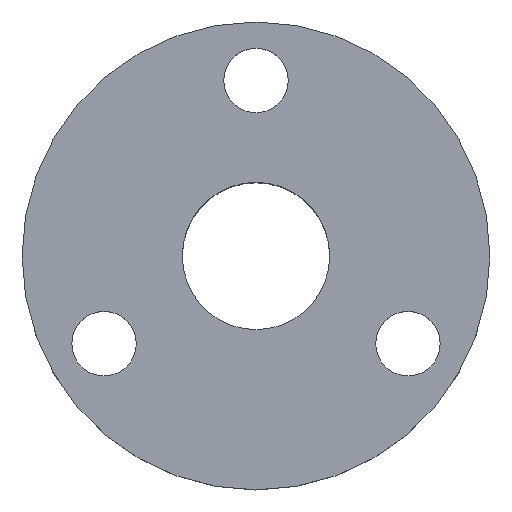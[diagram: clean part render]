
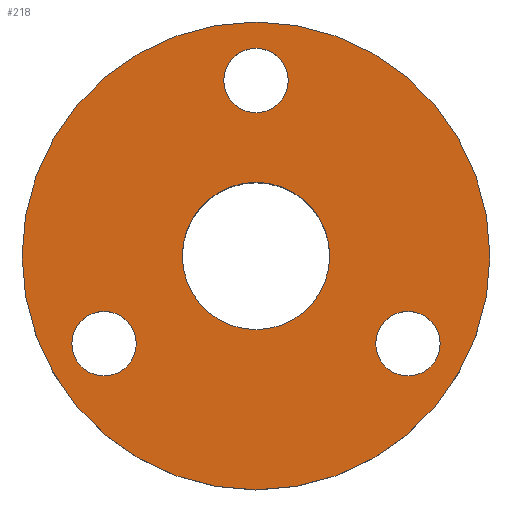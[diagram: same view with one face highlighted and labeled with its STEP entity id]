
A CAD part, top view. The second image highlights one B-rep face of the part: STEP entity #218.
In plain terms, the highlighted planar face has unit normal (0, 0, 1).
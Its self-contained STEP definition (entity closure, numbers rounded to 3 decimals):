
#12 = DIRECTION ( 'NONE',  ( -1., 0., 0. ) ) ;
#16 = ORIENTED_EDGE ( 'NONE', *, *, #182, .F. ) ;
#18 = FACE_BOUND ( 'NONE', #168, .T. ) ;
#20 = CIRCLE ( 'NONE', #426, 12.7 ) ;
#23 = EDGE_CURVE ( 'NONE', #548, #547, #463, .T. ) ;
#29 = CIRCLE ( 'NONE', #213, 4. ) ;
#38 = DIRECTION ( 'NONE',  ( 1., 0., 0. ) ) ;
#42 = PLANE ( 'NONE',  #574 ) ;
#47 = DIRECTION ( 'NONE',  ( 0., 0., 1. ) ) ;
#49 = CARTESIAN_POINT ( 'NONE',  ( -4., 0., 0. ) ) ;
#53 = CARTESIAN_POINT ( 'NONE',  ( 0., 0., 0. ) ) ;
#63 = ORIENTED_EDGE ( 'NONE', *, *, #245, .F. ) ;
#71 = DIRECTION ( 'NONE',  ( 0., 0., 1. ) ) ;
#75 = CIRCLE ( 'NONE', #109, 4. ) ;
#77 = ORIENTED_EDGE ( 'NONE', *, *, #259, .F. ) ;
#84 = CARTESIAN_POINT ( 'NONE',  ( 8.249, -4.763, 0. ) ) ;
#85 = DIRECTION ( 'NONE',  ( 0., 0., -1. ) ) ;
#94 = CARTESIAN_POINT ( 'NONE',  ( 0., 0., 0. ) ) ;
#99 = CARTESIAN_POINT ( 'NONE',  ( -12.7, 0., 0. ) ) ;
#106 = VERTEX_POINT ( 'NONE', #606 ) ;
#109 = AXIS2_PLACEMENT_3D ( 'NONE', #573, #291, #617 ) ;
#113 = DIRECTION ( 'NONE',  ( 0., 0., -1. ) ) ;
#124 = AXIS2_PLACEMENT_3D ( 'NONE', #53, #451, #453 ) ;
#131 = VERTEX_POINT ( 'NONE', #279 ) ;
#136 = DIRECTION ( 'NONE',  ( 0., 1., 0. ) ) ;
#138 = EDGE_CURVE ( 'NONE', #185, #464, #160, .T. ) ;
#142 = FACE_BOUND ( 'NONE', #433, .T. ) ;
#150 = DIRECTION ( 'NONE',  ( 0., 0., 1. ) ) ;
#154 = EDGE_CURVE ( 'NONE', #256, #601, #29, .T. ) ;
#159 = AXIS2_PLACEMENT_3D ( 'NONE', #390, #329, #518 ) ;
#160 = CIRCLE ( 'NONE', #159, 1.75 ) ;
#168 = EDGE_LOOP ( 'NONE', ( #522, #450 ) ) ;
#181 = AXIS2_PLACEMENT_3D ( 'NONE', #260, #150, #12 ) ;
#182 = EDGE_CURVE ( 'NONE', #547, #548, #249, .T. ) ;
#185 = VERTEX_POINT ( 'NONE', #282 ) ;
#190 = CARTESIAN_POINT ( 'NONE',  ( 4., 0., 0. ) ) ;
#199 = DIRECTION ( 'NONE',  ( -1., 0., 0. ) ) ;
#213 = AXIS2_PLACEMENT_3D ( 'NONE', #559, #471, #38 ) ;
#218 = ADVANCED_FACE ( 'NONE', ( #142, #278, #18, #423, #398 ), #42, .F. ) ;
#231 = DIRECTION ( 'NONE',  ( -1., 0., 0. ) ) ;
#237 = ORIENTED_EDGE ( 'NONE', *, *, #474, .F. ) ;
#245 = EDGE_CURVE ( 'NONE', #601, #256, #75, .T. ) ;
#246 = CIRCLE ( 'NONE', #181, 1.75 ) ;
#249 = CIRCLE ( 'NONE', #354, 1.75 ) ;
#256 = VERTEX_POINT ( 'NONE', #49 ) ;
#259 = EDGE_CURVE ( 'NONE', #464, #185, #381, .T. ) ;
#260 = CARTESIAN_POINT ( 'NONE',  ( 0., 9.525, 0. ) ) ;
#265 = ORIENTED_EDGE ( 'NONE', *, *, #154, .F. ) ;
#278 = FACE_BOUND ( 'NONE', #335, .T. ) ;
#279 = CARTESIAN_POINT ( 'NONE',  ( 1.75, 9.525, 0. ) ) ;
#281 = DIRECTION ( 'NONE',  ( 1., 0., 0. ) ) ;
#282 = CARTESIAN_POINT ( 'NONE',  ( -6.499, -4.763, 0. ) ) ;
#291 = DIRECTION ( 'NONE',  ( 0., 0., 1. ) ) ;
#296 = CARTESIAN_POINT ( 'NONE',  ( -9.999, -4.763, 0. ) ) ;
#326 = AXIS2_PLACEMENT_3D ( 'NONE', #393, #47, #199 ) ;
#329 = DIRECTION ( 'NONE',  ( 0., 0., 1. ) ) ;
#335 = EDGE_LOOP ( 'NONE', ( #16, #579 ) ) ;
#340 = DIRECTION ( 'NONE',  ( -1., 0., 0. ) ) ;
#346 = CARTESIAN_POINT ( 'NONE',  ( 9.999, -4.763, 0. ) ) ;
#354 = AXIS2_PLACEMENT_3D ( 'NONE', #84, #475, #425 ) ;
#381 = CIRCLE ( 'NONE', #326, 1.75 ) ;
#385 = EDGE_LOOP ( 'NONE', ( #237, #570 ) ) ;
#390 = CARTESIAN_POINT ( 'NONE',  ( -8.249, -4.763, 0. ) ) ;
#393 = CARTESIAN_POINT ( 'NONE',  ( -8.249, -4.763, 0. ) ) ;
#394 = AXIS2_PLACEMENT_3D ( 'NONE', #510, #71, #231 ) ;
#398 = FACE_OUTER_BOUND ( 'NONE', #385, .T. ) ;
#407 = VERTEX_POINT ( 'NONE', #99 ) ;
#423 = FACE_BOUND ( 'NONE', #521, .T. ) ;
#425 = DIRECTION ( 'NONE',  ( -1., 0., 0. ) ) ;
#426 = AXIS2_PLACEMENT_3D ( 'NONE', #94, #113, #281 ) ;
#430 = CARTESIAN_POINT ( 'NONE',  ( 6.499, -4.763, 0. ) ) ;
#433 = EDGE_LOOP ( 'NONE', ( #63, #265 ) ) ;
#434 = VERTEX_POINT ( 'NONE', #575 ) ;
#450 = ORIENTED_EDGE ( 'NONE', *, *, #488, .F. ) ;
#451 = DIRECTION ( 'NONE',  ( 0., 0., -1. ) ) ;
#453 = DIRECTION ( 'NONE',  ( 1., 0., 0. ) ) ;
#463 = CIRCLE ( 'NONE', #394, 1.75 ) ;
#464 = VERTEX_POINT ( 'NONE', #296 ) ;
#471 = DIRECTION ( 'NONE',  ( 0., 0., 1. ) ) ;
#472 = DIRECTION ( 'NONE',  ( 0., 0., 1. ) ) ;
#474 = EDGE_CURVE ( 'NONE', #434, #407, #576, .T. ) ;
#475 = DIRECTION ( 'NONE',  ( 0., 0., 1. ) ) ;
#488 = EDGE_CURVE ( 'NONE', #131, #106, #246, .T. ) ;
#489 = CIRCLE ( 'NONE', #515, 1.75 ) ;
#506 = ORIENTED_EDGE ( 'NONE', *, *, #138, .F. ) ;
#510 = CARTESIAN_POINT ( 'NONE',  ( 8.249, -4.763, 0. ) ) ;
#515 = AXIS2_PLACEMENT_3D ( 'NONE', #564, #472, #340 ) ;
#518 = DIRECTION ( 'NONE',  ( -1., 0., 0. ) ) ;
#521 = EDGE_LOOP ( 'NONE', ( #77, #506 ) ) ;
#522 = ORIENTED_EDGE ( 'NONE', *, *, #552, .F. ) ;
#539 = EDGE_CURVE ( 'NONE', #407, #434, #20, .T. ) ;
#547 = VERTEX_POINT ( 'NONE', #430 ) ;
#548 = VERTEX_POINT ( 'NONE', #346 ) ;
#552 = EDGE_CURVE ( 'NONE', #106, #131, #489, .T. ) ;
#559 = CARTESIAN_POINT ( 'NONE',  ( 0., 0., 0. ) ) ;
#564 = CARTESIAN_POINT ( 'NONE',  ( 0., 9.525, 0. ) ) ;
#570 = ORIENTED_EDGE ( 'NONE', *, *, #539, .F. ) ;
#573 = CARTESIAN_POINT ( 'NONE',  ( 0., 0., 0. ) ) ;
#574 = AXIS2_PLACEMENT_3D ( 'NONE', #610, #85, #136 ) ;
#575 = CARTESIAN_POINT ( 'NONE',  ( 12.7, 0., 0. ) ) ;
#576 = CIRCLE ( 'NONE', #124, 12.7 ) ;
#579 = ORIENTED_EDGE ( 'NONE', *, *, #23, .F. ) ;
#601 = VERTEX_POINT ( 'NONE', #190 ) ;
#606 = CARTESIAN_POINT ( 'NONE',  ( -1.75, 9.525, 0. ) ) ;
#610 = CARTESIAN_POINT ( 'NONE',  ( 0., 0., 0. ) ) ;
#617 = DIRECTION ( 'NONE',  ( 1., 0., 0. ) ) ;
